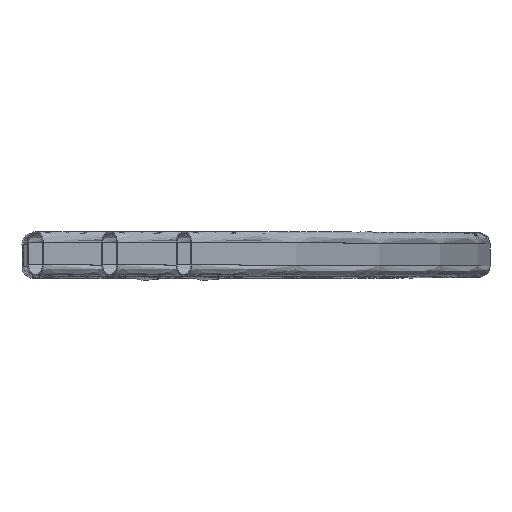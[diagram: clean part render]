
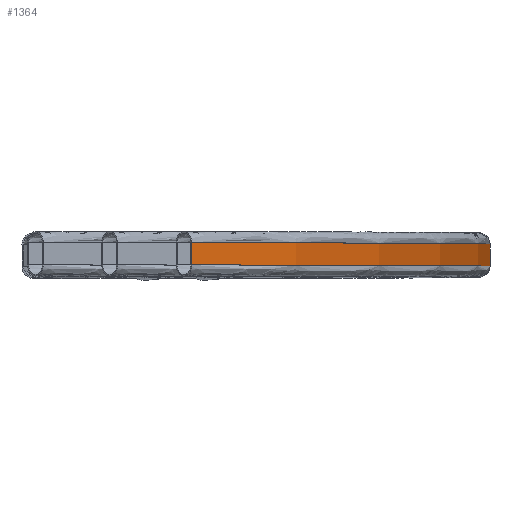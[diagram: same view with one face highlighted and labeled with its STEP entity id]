
A CAD part, top view. The second image highlights one B-rep face of the part: STEP entity #1364.
In plain terms, the highlighted cylindrical face has radius 746.315 mm (diameter 1492.63 mm), a partial arc.
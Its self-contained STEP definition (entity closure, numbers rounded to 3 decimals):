
#42=LINE('',#4265,#74);
#47=LINE('',#4433,#79);
#74=VECTOR('',#1874,10.);
#79=VECTOR('',#1913,10.);
#217=CIRCLE('',#1535,746.315);
#231=CIRCLE('',#1552,746.315);
#233=CIRCLE('',#1555,746.315);
#234=CIRCLE('',#1556,746.315);
#265=CYLINDRICAL_SURFACE('',#1554,746.315);
#356=FACE_OUTER_BOUND('',#452,.T.);
#452=EDGE_LOOP('',(#1243,#1244,#1245,#1246,#1247,#1248));
#640=VERTEX_POINT('',#4221);
#642=VERTEX_POINT('',#4244);
#648=VERTEX_POINT('',#4359);
#657=VERTEX_POINT('',#4429);
#658=VERTEX_POINT('',#4431);
#661=VERTEX_POINT('',#4484);
#834=EDGE_CURVE('',#640,#642,#42,.T.);
#841=EDGE_CURVE('',#642,#648,#217,.T.);
#855=EDGE_CURVE('',#657,#658,#47,.T.);
#859=EDGE_CURVE('',#640,#661,#231,.T.);
#861=EDGE_CURVE('',#648,#657,#233,.T.);
#862=EDGE_CURVE('',#661,#658,#234,.T.);
#1243=ORIENTED_EDGE('',*,*,#834,.T.);
#1244=ORIENTED_EDGE('',*,*,#841,.T.);
#1245=ORIENTED_EDGE('',*,*,#861,.T.);
#1246=ORIENTED_EDGE('',*,*,#855,.T.);
#1247=ORIENTED_EDGE('',*,*,#862,.F.);
#1248=ORIENTED_EDGE('',*,*,#859,.F.);
#1364=ADVANCED_FACE('',(#356),#265,.T.);
#1535=AXIS2_PLACEMENT_3D('',#4361,#1881,#1882);
#1552=AXIS2_PLACEMENT_3D('',#4485,#1919,#1920);
#1554=AXIS2_PLACEMENT_3D('',#4487,#1923,#1924);
#1555=AXIS2_PLACEMENT_3D('',#4488,#1925,#1926);
#1556=AXIS2_PLACEMENT_3D('',#4489,#1927,#1928);
#1874=DIRECTION('',(0.,-1.,0.));
#1881=DIRECTION('center_axis',(0.,1.,0.));
#1882=DIRECTION('ref_axis',(0.731,0.,-0.683));
#1913=DIRECTION('',(0.,1.,0.));
#1919=DIRECTION('center_axis',(0.,1.,0.));
#1920=DIRECTION('ref_axis',(0.731,0.,-0.683));
#1923=DIRECTION('center_axis',(0.,1.,0.));
#1924=DIRECTION('ref_axis',(0.731,0.,-0.682));
#1925=DIRECTION('center_axis',(0.,1.,0.));
#1926=DIRECTION('ref_axis',(1.,0.,0.));
#1927=DIRECTION('center_axis',(0.,1.,0.));
#1928=DIRECTION('ref_axis',(1.,0.,0.));
#4221=CARTESIAN_POINT('',(-1510.768,49.311,201.796));
#4244=CARTESIAN_POINT('',(-1510.768,34.311,201.796));
#4265=CARTESIAN_POINT('',(-1510.768,41.811,201.796));
#4359=CARTESIAN_POINT('',(-1309.901,34.311,-307.847));
#4361=CARTESIAN_POINT('Origin',(-2056.216,34.311,-307.588));
#4429=CARTESIAN_POINT('',(-1510.773,34.311,-816.978));
#4431=CARTESIAN_POINT('',(-1510.773,49.311,-816.978));
#4433=CARTESIAN_POINT('',(-1510.773,41.811,-816.978));
#4484=CARTESIAN_POINT('',(-1309.901,49.311,-307.847));
#4485=CARTESIAN_POINT('Origin',(-2056.216,49.311,-307.588));
#4487=CARTESIAN_POINT('Origin',(-2056.216,41.811,-307.588));
#4488=CARTESIAN_POINT('Origin',(-2056.216,34.311,-307.588));
#4489=CARTESIAN_POINT('Origin',(-2056.216,49.311,-307.588));
